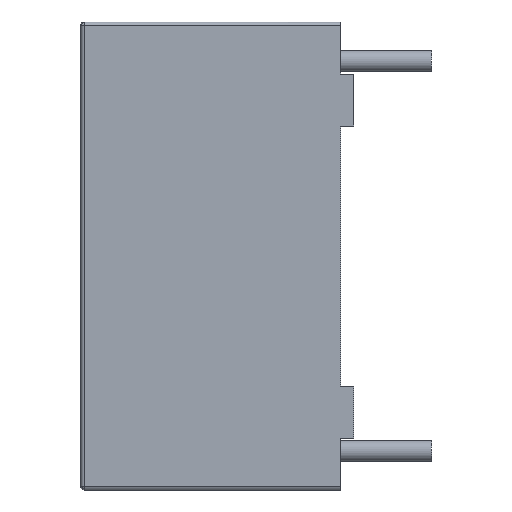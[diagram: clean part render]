
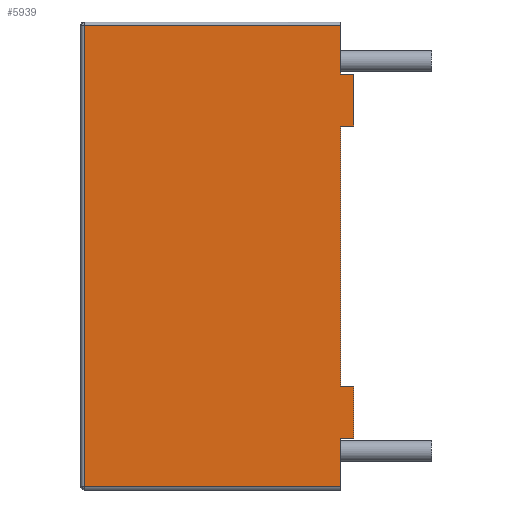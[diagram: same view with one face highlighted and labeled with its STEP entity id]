
A CAD part, left-side view. The second image highlights one B-rep face of the part: STEP entity #5939.
In plain terms, the highlighted planar face has unit normal (-1, 0, 0).
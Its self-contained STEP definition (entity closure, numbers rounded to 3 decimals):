
#23 = LINE ( 'NONE', #997, #4825 ) ;
#39 = CARTESIAN_POINT ( 'NONE',  ( -2.5, -0.5, 7. ) ) ;
#68 = EDGE_CURVE ( 'NONE', #5057, #2677, #5382, .T. ) ;
#165 = VERTEX_POINT ( 'NONE', #3123 ) ;
#304 = VECTOR ( 'NONE', #484, 1000. ) ;
#345 = VERTEX_POINT ( 'NONE', #5457 ) ;
#386 = DIRECTION ( 'NONE',  ( 0., 0., -1. ) ) ;
#457 = ORIENTED_EDGE ( 'NONE', *, *, #1679, .T. ) ;
#482 = LINE ( 'NONE', #3323, #304 ) ;
#484 = DIRECTION ( 'NONE',  ( 0., 0., 1. ) ) ;
#518 = EDGE_CURVE ( 'NONE', #7130, #4229, #6601, .T. ) ;
#596 = AXIS2_PLACEMENT_3D ( 'NONE', #4936, #4990, #3317 ) ;
#649 = EDGE_CURVE ( 'NONE', #2677, #6532, #6156, .T. ) ;
#698 = DIRECTION ( 'NONE',  ( 0., 0., 1. ) ) ;
#864 = LINE ( 'NONE', #6833, #6713 ) ;
#915 = ORIENTED_EDGE ( 'NONE', *, *, #3150, .T. ) ;
#997 = CARTESIAN_POINT ( 'NONE',  ( -2.5, 9.85, -9. ) ) ;
#1046 = LINE ( 'NONE', #3810, #5313 ) ;
#1050 = VERTEX_POINT ( 'NONE', #5887 ) ;
#1158 = CARTESIAN_POINT ( 'NONE',  ( -2.5, 0., 7. ) ) ;
#1182 = CARTESIAN_POINT ( 'NONE',  ( -2.5, -0.5, 5. ) ) ;
#1183 = ORIENTED_EDGE ( 'NONE', *, *, #3103, .T. ) ;
#1210 = ORIENTED_EDGE ( 'NONE', *, *, #5391, .T. ) ;
#1308 = DIRECTION ( 'NONE',  ( 0., 1., 0. ) ) ;
#1505 = ORIENTED_EDGE ( 'NONE', *, *, #3669, .T. ) ;
#1532 = EDGE_CURVE ( 'NONE', #2154, #3214, #4606, .T. ) ;
#1591 = EDGE_CURVE ( 'NONE', #3214, #4809, #5494, .T. ) ;
#1667 = CARTESIAN_POINT ( 'NONE',  ( -2.5, 0., -8.85 ) ) ;
#1679 = EDGE_CURVE ( 'NONE', #6399, #2154, #6102, .T. ) ;
#1792 = EDGE_CURVE ( 'NONE', #6532, #345, #23, .T. ) ;
#1992 = VECTOR ( 'NONE', #5784, 1000. ) ;
#2028 = ORIENTED_EDGE ( 'NONE', *, *, #518, .T. ) ;
#2154 = VERTEX_POINT ( 'NONE', #6352 ) ;
#2226 = VECTOR ( 'NONE', #698, 1000. ) ;
#2437 = CARTESIAN_POINT ( 'NONE',  ( -2.5, 0., -7. ) ) ;
#2623 = CARTESIAN_POINT ( 'NONE',  ( -2.5, 0., -5. ) ) ;
#2677 = VERTEX_POINT ( 'NONE', #5291 ) ;
#2736 = CARTESIAN_POINT ( 'NONE',  ( -2.5, 0., -8.85 ) ) ;
#2908 = CARTESIAN_POINT ( 'NONE',  ( -2.5, 0., -9. ) ) ;
#3103 = EDGE_CURVE ( 'NONE', #4229, #1050, #1046, .T. ) ;
#3123 = CARTESIAN_POINT ( 'NONE',  ( -2.5, -0.5, -5. ) ) ;
#3150 = EDGE_CURVE ( 'NONE', #345, #7130, #6456, .T. ) ;
#3214 = VERTEX_POINT ( 'NONE', #1182 ) ;
#3317 = DIRECTION ( 'NONE',  ( 0., 0., 1. ) ) ;
#3323 = CARTESIAN_POINT ( 'NONE',  ( -2.5, -0.5, -9. ) ) ;
#3332 = EDGE_CURVE ( 'NONE', #165, #6399, #864, .T. ) ;
#3468 = VECTOR ( 'NONE', #4898, 1000. ) ;
#3472 = DIRECTION ( 'NONE',  ( 0., 0., 1. ) ) ;
#3518 = CARTESIAN_POINT ( 'NONE',  ( -2.5, -0.5, -9. ) ) ;
#3624 = VECTOR ( 'NONE', #4845, 1000. ) ;
#3669 = EDGE_CURVE ( 'NONE', #4809, #5057, #6922, .T. ) ;
#3797 = VECTOR ( 'NONE', #6213, 1000. ) ;
#3810 = CARTESIAN_POINT ( 'NONE',  ( -2.5, 0., -7. ) ) ;
#3921 = CARTESIAN_POINT ( 'NONE',  ( -2.5, 0., 8.85 ) ) ;
#4229 = VERTEX_POINT ( 'NONE', #2437 ) ;
#4245 = VECTOR ( 'NONE', #3472, 1000. ) ;
#4296 = VECTOR ( 'NONE', #7231, 1000. ) ;
#4594 = ORIENTED_EDGE ( 'NONE', *, *, #3332, .T. ) ;
#4606 = LINE ( 'NONE', #5129, #1992 ) ;
#4809 = VERTEX_POINT ( 'NONE', #39 ) ;
#4825 = VECTOR ( 'NONE', #386, 1000. ) ;
#4845 = DIRECTION ( 'NONE',  ( 0., 0., 1. ) ) ;
#4898 = DIRECTION ( 'NONE',  ( 0., -1., 0. ) ) ;
#4922 = DIRECTION ( 'NONE',  ( 0., -1., 0. ) ) ;
#4936 = CARTESIAN_POINT ( 'NONE',  ( -2.5, 0., -9. ) ) ;
#4951 = VECTOR ( 'NONE', #6953, 1000. ) ;
#4962 = ORIENTED_EDGE ( 'NONE', *, *, #1532, .T. ) ;
#4990 = DIRECTION ( 'NONE',  ( -1., 0., 0. ) ) ;
#5056 = ORIENTED_EDGE ( 'NONE', *, *, #68, .T. ) ;
#5057 = VERTEX_POINT ( 'NONE', #1158 ) ;
#5129 = CARTESIAN_POINT ( 'NONE',  ( -2.5, 0., 5. ) ) ;
#5291 = CARTESIAN_POINT ( 'NONE',  ( -2.5, 0., 8.85 ) ) ;
#5313 = VECTOR ( 'NONE', #4922, 1000. ) ;
#5382 = LINE ( 'NONE', #6293, #2226 ) ;
#5391 = EDGE_CURVE ( 'NONE', #1050, #165, #482, .T. ) ;
#5444 = CARTESIAN_POINT ( 'NONE',  ( -2.5, 0., -9. ) ) ;
#5457 = CARTESIAN_POINT ( 'NONE',  ( -2.5, 9.85, -8.85 ) ) ;
#5494 = LINE ( 'NONE', #3518, #4245 ) ;
#5612 = CARTESIAN_POINT ( 'NONE',  ( -2.5, 0., 7. ) ) ;
#5656 = ORIENTED_EDGE ( 'NONE', *, *, #1792, .T. ) ;
#5784 = DIRECTION ( 'NONE',  ( 0., -1., 0. ) ) ;
#5887 = CARTESIAN_POINT ( 'NONE',  ( -2.5, -0.5, -7. ) ) ;
#5939 = ADVANCED_FACE ( 'NONE', ( #7042 ), #6101, .T. ) ;
#6101 = PLANE ( 'NONE',  #596 ) ;
#6102 = LINE ( 'NONE', #2908, #4951 ) ;
#6156 = LINE ( 'NONE', #3921, #4296 ) ;
#6213 = DIRECTION ( 'NONE',  ( 0., 1., 0. ) ) ;
#6235 = CARTESIAN_POINT ( 'NONE',  ( -2.5, 9.85, 8.85 ) ) ;
#6277 = EDGE_LOOP ( 'NONE', ( #1505, #5056, #7108, #5656, #915, #2028, #1183, #1210, #4594, #457, #4962, #6619 ) ) ;
#6293 = CARTESIAN_POINT ( 'NONE',  ( -2.5, 0., -9. ) ) ;
#6352 = CARTESIAN_POINT ( 'NONE',  ( -2.5, 0., 5. ) ) ;
#6399 = VERTEX_POINT ( 'NONE', #2623 ) ;
#6456 = LINE ( 'NONE', #2736, #3468 ) ;
#6532 = VERTEX_POINT ( 'NONE', #6235 ) ;
#6601 = LINE ( 'NONE', #5444, #3624 ) ;
#6619 = ORIENTED_EDGE ( 'NONE', *, *, #1591, .T. ) ;
#6713 = VECTOR ( 'NONE', #1308, 1000. ) ;
#6833 = CARTESIAN_POINT ( 'NONE',  ( -2.5, 0., -5. ) ) ;
#6922 = LINE ( 'NONE', #5612, #3797 ) ;
#6953 = DIRECTION ( 'NONE',  ( 0., 0., 1. ) ) ;
#7042 = FACE_OUTER_BOUND ( 'NONE', #6277, .T. ) ;
#7108 = ORIENTED_EDGE ( 'NONE', *, *, #649, .T. ) ;
#7130 = VERTEX_POINT ( 'NONE', #1667 ) ;
#7231 = DIRECTION ( 'NONE',  ( 0., 1., 0. ) ) ;
